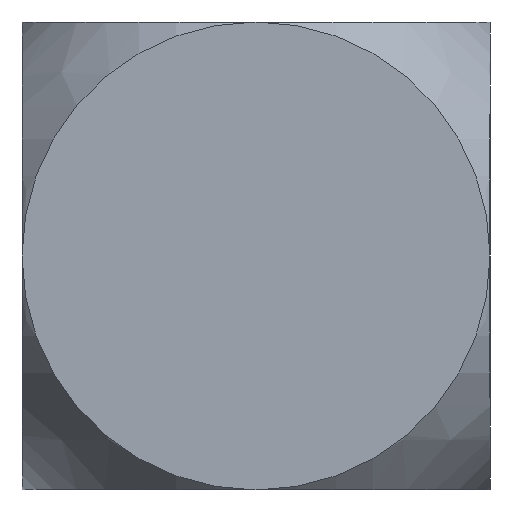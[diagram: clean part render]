
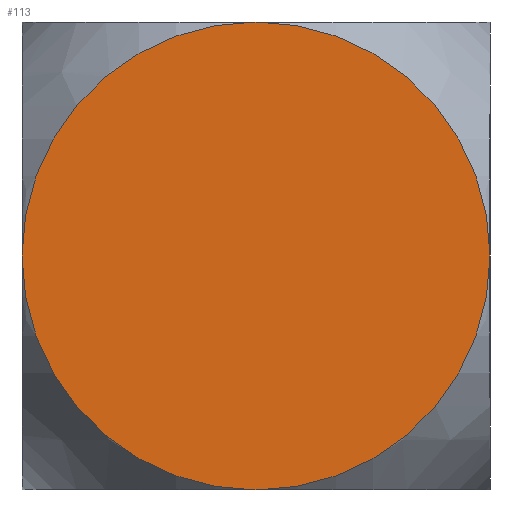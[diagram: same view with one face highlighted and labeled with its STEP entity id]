
A CAD part, left-side view. The second image highlights one B-rep face of the part: STEP entity #113.
In plain terms, the highlighted planar face has unit normal (-1, 0, 0).
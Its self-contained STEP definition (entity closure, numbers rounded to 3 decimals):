
#38 = VERTEX_POINT ( 'NONE', #355 ) ;
#41 = EDGE_CURVE ( 'NONE', #70, #38, #349, .T. ) ;
#43 = EDGE_CURVE ( 'NONE', #49, #70, #401, .T. ) ;
#49 = VERTEX_POINT ( 'NONE', #386 ) ;
#70 = VERTEX_POINT ( 'NONE', #414 ) ;
#102 = ORIENTED_EDGE ( 'NONE', *, *, #105, .T. ) ;
#103 = EDGE_LOOP ( 'NONE', ( #104, #102, #134, #127 ) ) ;
#104 = ORIENTED_EDGE ( 'NONE', *, *, #109, .T. ) ;
#105 = EDGE_CURVE ( 'NONE', #237, #49, #473, .T. ) ;
#109 = EDGE_CURVE ( 'NONE', #38, #237, #527, .T. ) ;
#113 = ADVANCED_FACE ( 'NONE', ( #522 ), #521, .T. ) ;
#127 = ORIENTED_EDGE ( 'NONE', *, *, #41, .T. ) ;
#134 = ORIENTED_EDGE ( 'NONE', *, *, #43, .T. ) ;
#237 = VERTEX_POINT ( 'NONE', #688 ) ;
#345 = DIRECTION ( 'NONE',  ( 0., 0., 1. ) ) ;
#346 = DIRECTION ( 'NONE',  ( -1., 0., 0. ) ) ;
#347 = CARTESIAN_POINT ( 'NONE',  ( -4.5, 0., 0. ) ) ;
#348 = AXIS2_PLACEMENT_3D ( 'NONE', #347, #346, #345 ) ;
#349 = CIRCLE ( 'NONE', #348, 4.5 ) ;
#355 = CARTESIAN_POINT ( 'NONE',  ( -4.5, 0., 4.5 ) ) ;
#386 = CARTESIAN_POINT ( 'NONE',  ( -4.5, 0., -4.5 ) ) ;
#397 = DIRECTION ( 'NONE',  ( 0., 0., 1. ) ) ;
#398 = DIRECTION ( 'NONE',  ( -1., 0., 0. ) ) ;
#399 = CARTESIAN_POINT ( 'NONE',  ( -4.5, 0., 0. ) ) ;
#400 = AXIS2_PLACEMENT_3D ( 'NONE', #399, #398, #397 ) ;
#401 = CIRCLE ( 'NONE', #400, 4.5 ) ;
#414 = CARTESIAN_POINT ( 'NONE',  ( -4.5, -4.5, 0. ) ) ;
#469 = DIRECTION ( 'NONE',  ( 0., 0., 1. ) ) ;
#470 = DIRECTION ( 'NONE',  ( -1., 0., 0. ) ) ;
#471 = CARTESIAN_POINT ( 'NONE',  ( -4.5, 0., 0. ) ) ;
#472 = AXIS2_PLACEMENT_3D ( 'NONE', #471, #470, #469 ) ;
#473 = CIRCLE ( 'NONE', #472, 4.5 ) ;
#516 = DIRECTION ( 'NONE',  ( 0., 0., 1. ) ) ;
#517 = DIRECTION ( 'NONE',  ( -1., 0., 0. ) ) ;
#518 = CARTESIAN_POINT ( 'NONE',  ( -4.5, 0., 0. ) ) ;
#520 = AXIS2_PLACEMENT_3D ( 'NONE', #518, #517, #516 ) ;
#521 = PLANE ( 'NONE',  #520 ) ;
#522 = FACE_OUTER_BOUND ( 'NONE', #103, .T. ) ;
#523 = DIRECTION ( 'NONE',  ( 0., 0., 1. ) ) ;
#524 = DIRECTION ( 'NONE',  ( -1., 0., 0. ) ) ;
#525 = CARTESIAN_POINT ( 'NONE',  ( -4.5, 0., 0. ) ) ;
#526 = AXIS2_PLACEMENT_3D ( 'NONE', #525, #524, #523 ) ;
#527 = CIRCLE ( 'NONE', #526, 4.5 ) ;
#688 = CARTESIAN_POINT ( 'NONE',  ( -4.5, 4.5, 0. ) ) ;
